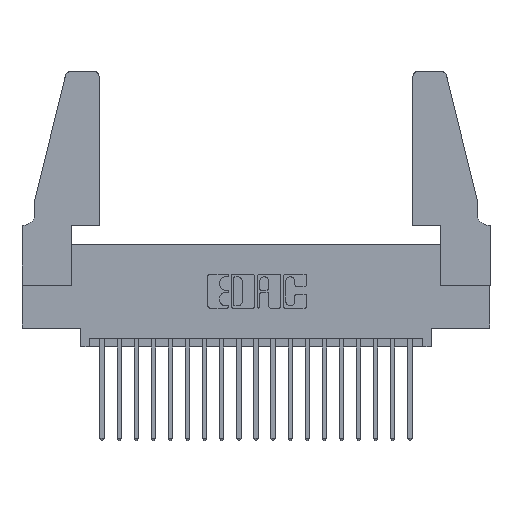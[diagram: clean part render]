
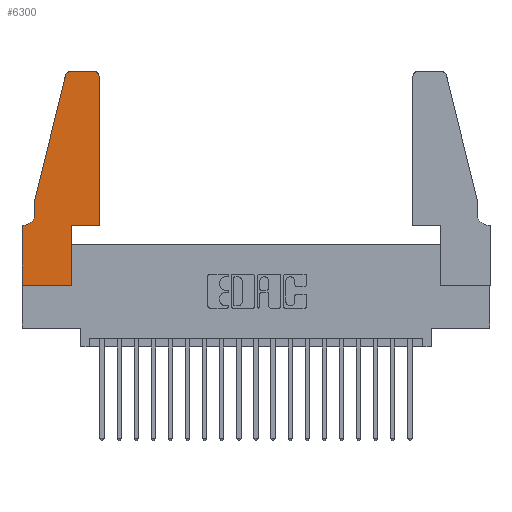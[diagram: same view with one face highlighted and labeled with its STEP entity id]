
A CAD part, top view. The second image highlights one B-rep face of the part: STEP entity #6300.
In plain terms, the highlighted planar face has unit normal (0, 0, 1).
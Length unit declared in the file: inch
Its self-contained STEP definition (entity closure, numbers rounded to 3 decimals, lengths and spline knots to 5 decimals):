
#193 = ORIENTED_EDGE ( 'NONE', *, *, #2523, .T. ) ;
#325 = DIRECTION ( 'NONE',  ( -0.239, -0.971, 0. ) ) ;
#704 = EDGE_CURVE ( 'NONE', #1466, #9046, #7531, .T. ) ;
#812 = AXIS2_PLACEMENT_3D ( 'NONE', #15632, #15503, #10685 ) ;
#1042 = EDGE_CURVE ( 'NONE', #3998, #5868, #7517, .T. ) ;
#1082 = ORIENTED_EDGE ( 'NONE', *, *, #16166, .T. ) ;
#1346 = VECTOR ( 'NONE', #5032, 39.37008 ) ;
#1389 = VERTEX_POINT ( 'NONE', #6788 ) ;
#1466 = VERTEX_POINT ( 'NONE', #16437 ) ;
#1585 = CARTESIAN_POINT ( 'NONE',  ( 0.2865, 0., 0.37 ) ) ;
#1756 = VERTEX_POINT ( 'NONE', #1585 ) ;
#2014 = CARTESIAN_POINT ( 'NONE',  ( 0.0755, 0.5, 0.37 ) ) ;
#2021 = CARTESIAN_POINT ( 'NONE',  ( 0., 0., 0.37 ) ) ;
#2239 = FACE_OUTER_BOUND ( 'NONE', #8493, .T. ) ;
#2375 = ORIENTED_EDGE ( 'NONE', *, *, #5348, .T. ) ;
#2417 = PLANE ( 'NONE',  #3612 ) ;
#2443 = DIRECTION ( 'NONE',  ( -1., 0., 0. ) ) ;
#2523 = EDGE_CURVE ( 'NONE', #1389, #1756, #15095, .T. ) ;
#2886 = LINE ( 'NONE', #9149, #15644 ) ;
#3242 = AXIS2_PLACEMENT_3D ( 'NONE', #9588, #12742, #4729 ) ;
#3612 = AXIS2_PLACEMENT_3D ( 'NONE', #10495, #4012, #18121 ) ;
#3757 = VERTEX_POINT ( 'NONE', #16651 ) ;
#3761 = CARTESIAN_POINT ( 'NONE',  ( 0.4505, 0.35, 0.37 ) ) ;
#3801 = LINE ( 'NONE', #13731, #1346 ) ;
#3901 = CARTESIAN_POINT ( 'NONE',  ( 0.0055, 0.42, 0.37 ) ) ;
#3998 = VERTEX_POINT ( 'NONE', #18497 ) ;
#4012 = DIRECTION ( 'NONE',  ( 0., 0., 1. ) ) ;
#4119 = LINE ( 'NONE', #8417, #14892 ) ;
#4395 = CARTESIAN_POINT ( 'NONE',  ( 0.2865, 0.35, 0.37 ) ) ;
#4729 = DIRECTION ( 'NONE',  ( 1., 0., 0. ) ) ;
#4874 = EDGE_CURVE ( 'NONE', #6715, #1389, #18662, .T. ) ;
#5032 = DIRECTION ( 'NONE',  ( 0., 1., 0. ) ) ;
#5348 = EDGE_CURVE ( 'NONE', #8535, #6247, #13276, .T. ) ;
#5665 = DIRECTION ( 'NONE',  ( 0., 0., -1. ) ) ;
#5868 = VERTEX_POINT ( 'NONE', #10798 ) ;
#6247 = VERTEX_POINT ( 'NONE', #14825 ) ;
#6300 = ADVANCED_FACE ( 'NONE', ( #2239 ), #2417, .T. ) ;
#6715 = VERTEX_POINT ( 'NONE', #7463 ) ;
#6788 = CARTESIAN_POINT ( 'NONE',  ( 0., 0., 0.37 ) ) ;
#6791 = DIRECTION ( 'NONE',  ( 0., 1., 0. ) ) ;
#6854 = LINE ( 'NONE', #8960, #19158 ) ;
#7059 = VECTOR ( 'NONE', #6791, 39.37008 ) ;
#7463 = CARTESIAN_POINT ( 'NONE',  ( 0., 0.35, 0.37 ) ) ;
#7509 = DIRECTION ( 'NONE',  ( 0., -1., 0. ) ) ;
#7517 = CIRCLE ( 'NONE', #812, 0.03 ) ;
#7531 = LINE ( 'NONE', #2014, #12721 ) ;
#7832 = ORIENTED_EDGE ( 'NONE', *, *, #704, .T. ) ;
#8313 = ORIENTED_EDGE ( 'NONE', *, *, #16287, .T. ) ;
#8392 = LINE ( 'NONE', #16362, #19961 ) ;
#8417 = CARTESIAN_POINT ( 'NONE',  ( 0.2605, 1.25, 0.37 ) ) ;
#8493 = EDGE_LOOP ( 'NONE', ( #19984, #8313, #7832, #1082, #2375, #10398, #16363, #193, #11502, #11770, #19823, #19776 ) ) ;
#8535 = VERTEX_POINT ( 'NONE', #16926 ) ;
#8960 = CARTESIAN_POINT ( 'NONE',  ( 0.0755, 0.35, 0.37 ) ) ;
#9046 = VERTEX_POINT ( 'NONE', #11107 ) ;
#9149 = CARTESIAN_POINT ( 'NONE',  ( 0.0755, 0.5, 0.37 ) ) ;
#9588 = CARTESIAN_POINT ( 'NONE',  ( 0.284, 1.22, 0.37 ) ) ;
#10398 = ORIENTED_EDGE ( 'NONE', *, *, #19542, .T. ) ;
#10495 = CARTESIAN_POINT ( 'NONE',  ( 0., 0.35, 0.37 ) ) ;
#10685 = DIRECTION ( 'NONE',  ( 1., 0., 0. ) ) ;
#10798 = CARTESIAN_POINT ( 'NONE',  ( 0.4205, 1.25, 0.37 ) ) ;
#10965 = EDGE_CURVE ( 'NONE', #5868, #3757, #4119, .T. ) ;
#10990 = CIRCLE ( 'NONE', #3242, 0.03 ) ;
#11107 = CARTESIAN_POINT ( 'NONE',  ( 0.0755, 0.5, 0.37 ) ) ;
#11502 = ORIENTED_EDGE ( 'NONE', *, *, #20012, .T. ) ;
#11761 = DIRECTION ( 'NONE',  ( 1., 0., 0. ) ) ;
#11770 = ORIENTED_EDGE ( 'NONE', *, *, #18770, .T. ) ;
#11943 = VERTEX_POINT ( 'NONE', #4395 ) ;
#12034 = VECTOR ( 'NONE', #19317, 39.37008 ) ;
#12646 = EDGE_CURVE ( 'NONE', #17787, #3998, #3801, .T. ) ;
#12721 = VECTOR ( 'NONE', #325, 39.37008 ) ;
#12742 = DIRECTION ( 'NONE',  ( 0., 0., 1. ) ) ;
#12911 = AXIS2_PLACEMENT_3D ( 'NONE', #3901, #5665, #2443 ) ;
#12976 = CARTESIAN_POINT ( 'NONE',  ( 0., 0., 0.37 ) ) ;
#13047 = DIRECTION ( 'NONE',  ( 1., 0., 0. ) ) ;
#13276 = CIRCLE ( 'NONE', #12911, 0.07 ) ;
#13731 = CARTESIAN_POINT ( 'NONE',  ( 0.4505, 0.35, 0.37 ) ) ;
#14825 = CARTESIAN_POINT ( 'NONE',  ( 0.0055, 0.35, 0.37 ) ) ;
#14892 = VECTOR ( 'NONE', #18879, 39.37008 ) ;
#15095 = LINE ( 'NONE', #12976, #16311 ) ;
#15100 = DIRECTION ( 'NONE',  ( -1., 0., 0. ) ) ;
#15503 = DIRECTION ( 'NONE',  ( 0., 0., 1. ) ) ;
#15632 = CARTESIAN_POINT ( 'NONE',  ( 0.4205, 1.22, 0.37 ) ) ;
#15644 = VECTOR ( 'NONE', #7509, 39.37008 ) ;
#16166 = EDGE_CURVE ( 'NONE', #9046, #8535, #2886, .T. ) ;
#16287 = EDGE_CURVE ( 'NONE', #3757, #1466, #10990, .T. ) ;
#16311 = VECTOR ( 'NONE', #13047, 39.37008 ) ;
#16362 = CARTESIAN_POINT ( 'NONE',  ( 0.4505, 0.35, 0.37 ) ) ;
#16363 = ORIENTED_EDGE ( 'NONE', *, *, #4874, .T. ) ;
#16437 = CARTESIAN_POINT ( 'NONE',  ( 0.25487, 1.22718, 0.37 ) ) ;
#16651 = CARTESIAN_POINT ( 'NONE',  ( 0.284, 1.25, 0.37 ) ) ;
#16926 = CARTESIAN_POINT ( 'NONE',  ( 0.0755, 0.42, 0.37 ) ) ;
#17787 = VERTEX_POINT ( 'NONE', #3761 ) ;
#17899 = CARTESIAN_POINT ( 'NONE',  ( 0.2865, 0.35, 0.37 ) ) ;
#18109 = LINE ( 'NONE', #17899, #7059 ) ;
#18121 = DIRECTION ( 'NONE',  ( 1., 0., 0. ) ) ;
#18497 = CARTESIAN_POINT ( 'NONE',  ( 0.4505, 1.22, 0.37 ) ) ;
#18662 = LINE ( 'NONE', #2021, #12034 ) ;
#18770 = EDGE_CURVE ( 'NONE', #11943, #17787, #8392, .T. ) ;
#18879 = DIRECTION ( 'NONE',  ( -1., 0., 0. ) ) ;
#19158 = VECTOR ( 'NONE', #15100, 39.37008 ) ;
#19317 = DIRECTION ( 'NONE',  ( 0., -1., 0. ) ) ;
#19542 = EDGE_CURVE ( 'NONE', #6247, #6715, #6854, .T. ) ;
#19776 = ORIENTED_EDGE ( 'NONE', *, *, #1042, .T. ) ;
#19823 = ORIENTED_EDGE ( 'NONE', *, *, #12646, .T. ) ;
#19961 = VECTOR ( 'NONE', #11761, 39.37008 ) ;
#19984 = ORIENTED_EDGE ( 'NONE', *, *, #10965, .T. ) ;
#20012 = EDGE_CURVE ( 'NONE', #1756, #11943, #18109, .T. ) ;
